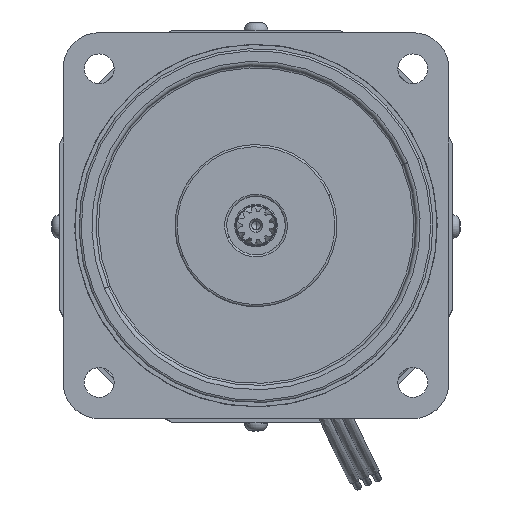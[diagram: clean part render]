
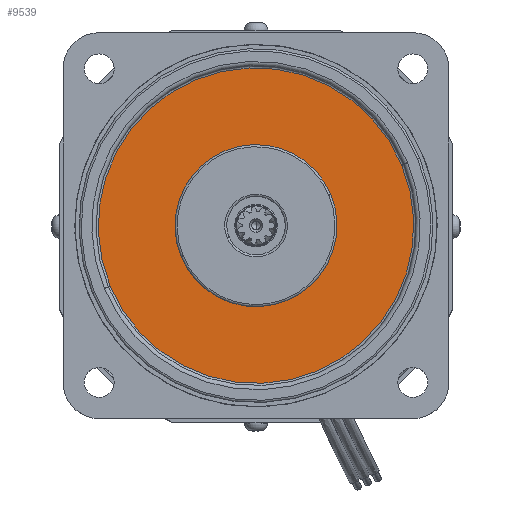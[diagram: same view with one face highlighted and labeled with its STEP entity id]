
A CAD part, top view. The second image highlights one B-rep face of the part: STEP entity #9539.
In plain terms, the highlighted face is planar.
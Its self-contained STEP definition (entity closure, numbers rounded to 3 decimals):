
#1134 = DIRECTION ( 'NONE',  ( 1., 0., 0. ) ) ;
#1135 = DIRECTION ( 'NONE',  ( 0., 0., -1. ) ) ;
#1136 = CARTESIAN_POINT ( 'NONE',  ( 0., 0., -20.5 ) ) ;
#1140 = CIRCLE ( 'NONE', #1149, 37. ) ;
#1148 = CARTESIAN_POINT ( 'NONE',  ( -37., 0., -20.5 ) ) ;
#1149 = AXIS2_PLACEMENT_3D ( 'NONE', #1136, #1135, #1134 ) ;
#1151 = CARTESIAN_POINT ( 'NONE',  ( 37., 0., -20.5 ) ) ;
#1189 = DIRECTION ( 'NONE',  ( 1., 0., 0. ) ) ;
#1190 = DIRECTION ( 'NONE',  ( 0., 0., 1. ) ) ;
#1191 = CARTESIAN_POINT ( 'NONE',  ( 0., 0., -20.5 ) ) ;
#1197 = AXIS2_PLACEMENT_3D ( 'NONE', #1191, #1190, #1189 ) ;
#1212 = CIRCLE ( 'NONE', #1197, 19. ) ;
#1275 = CARTESIAN_POINT ( 'NONE',  ( -19., 0., -20.5 ) ) ;
#1278 = CARTESIAN_POINT ( 'NONE',  ( 19., 0., -20.5 ) ) ;
#1501 = AXIS2_PLACEMENT_3D ( 'NONE', #1556, #1555, #1549 ) ;
#1502 = FACE_OUTER_BOUND ( 'NONE', #9542, .T. ) ;
#1534 = DIRECTION ( 'NONE',  ( 1., 0., 0. ) ) ;
#1535 = DIRECTION ( 'NONE',  ( 0., 0., -1. ) ) ;
#1536 = AXIS2_PLACEMENT_3D ( 'NONE', #1542, #1535, #1534 ) ;
#1542 = CARTESIAN_POINT ( 'NONE',  ( 0., 0., -20.5 ) ) ;
#1546 = CIRCLE ( 'NONE', #1536, 37. ) ;
#1549 = DIRECTION ( 'NONE',  ( 1., 0., 0. ) ) ;
#1555 = DIRECTION ( 'NONE',  ( 0., 0., 1. ) ) ;
#1556 = CARTESIAN_POINT ( 'NONE',  ( 0., 37.5, -20.5 ) ) ;
#1557 = FACE_BOUND ( 'NONE', #9541, .T. ) ;
#1558 = PLANE ( 'NONE',  #1501 ) ;
#1603 = CARTESIAN_POINT ( 'NONE',  ( 0., 0., -20.5 ) ) ;
#1604 = CIRCLE ( 'NONE', #1661, 19. ) ;
#1659 = DIRECTION ( 'NONE',  ( 1., 0., 0. ) ) ;
#1660 = DIRECTION ( 'NONE',  ( 0., 0., 1. ) ) ;
#1661 = AXIS2_PLACEMENT_3D ( 'NONE', #1603, #1660, #1659 ) ;
#9316 = VERTEX_POINT ( 'NONE', #1151 ) ;
#9321 = VERTEX_POINT ( 'NONE', #1148 ) ;
#9323 = EDGE_CURVE ( 'NONE', #9316, #9321, #1140, .T. ) ;
#9360 = EDGE_CURVE ( 'NONE', #9380, #9382, #1212, .T. ) ;
#9380 = VERTEX_POINT ( 'NONE', #1278 ) ;
#9382 = VERTEX_POINT ( 'NONE', #1275 ) ;
#9402 = ORIENTED_EDGE ( 'NONE', *, *, #9360, .T. ) ;
#9539 = ADVANCED_FACE ( 'NONE', ( #1502, #1557 ), #1558, .F. ) ;
#9540 = ORIENTED_EDGE ( 'NONE', *, *, #9550, .T. ) ;
#9541 = EDGE_LOOP ( 'NONE', ( #9402, #9593 ) ) ;
#9542 = EDGE_LOOP ( 'NONE', ( #9545, #9540 ) ) ;
#9545 = ORIENTED_EDGE ( 'NONE', *, *, #9323, .T. ) ;
#9550 = EDGE_CURVE ( 'NONE', #9321, #9316, #1546, .T. ) ;
#9593 = ORIENTED_EDGE ( 'NONE', *, *, #9595, .T. ) ;
#9595 = EDGE_CURVE ( 'NONE', #9382, #9380, #1604, .T. ) ;
